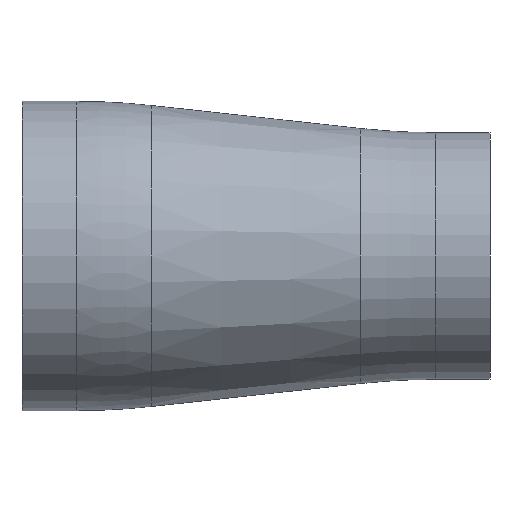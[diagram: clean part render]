
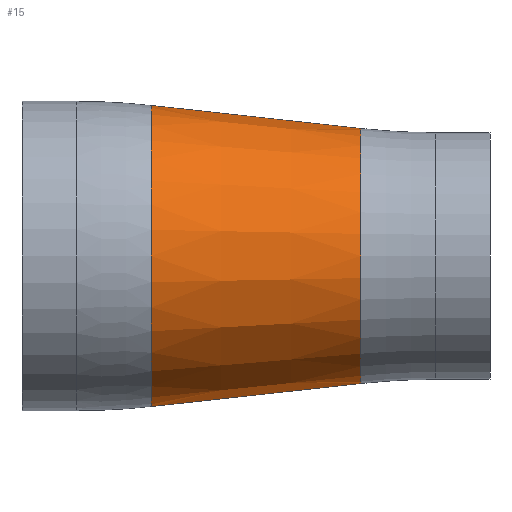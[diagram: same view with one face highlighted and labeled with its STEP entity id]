
A CAD part, front view. The second image highlights one B-rep face of the part: STEP entity #15.
In plain terms, the highlighted conical face has half-angle 6.259 degrees and reference radius 13.897 mm.
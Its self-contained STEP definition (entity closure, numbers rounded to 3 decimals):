
#1 = DIRECTION ( 'NONE',  ( -1., 0., 0. ) ) ;
#4 = DIRECTION ( 'NONE',  ( -0.994, 0., -0.109 ) ) ;
#15 = ADVANCED_FACE ( 'NONE', ( #246 ), #563, .T. ) ;
#60 = VECTOR ( 'NONE', #266, 1000. ) ;
#101 = CARTESIAN_POINT ( 'NONE',  ( 11.424, 0., 0. ) ) ;
#110 = EDGE_CURVE ( 'NONE', #277, #179, #117, .T. ) ;
#113 = ORIENTED_EDGE ( 'NONE', *, *, #433, .T. ) ;
#117 = CIRCLE ( 'NONE', #621, 16.403 ) ;
#124 = CARTESIAN_POINT ( 'NONE',  ( -11.424, 0., 16.403 ) ) ;
#168 = LINE ( 'NONE', #271, #60 ) ;
#176 = CARTESIAN_POINT ( 'NONE',  ( 11.424, 0., -13.897 ) ) ;
#179 = VERTEX_POINT ( 'NONE', #124 ) ;
#208 = VECTOR ( 'NONE', #4, 1000. ) ;
#209 = CIRCLE ( 'NONE', #344, 13.897 ) ;
#241 = CARTESIAN_POINT ( 'NONE',  ( 11.424, 0., 0. ) ) ;
#244 = VERTEX_POINT ( 'NONE', #261 ) ;
#246 = FACE_OUTER_BOUND ( 'NONE', #295, .T. ) ;
#248 = CARTESIAN_POINT ( 'NONE',  ( -11.424, 0., -16.403 ) ) ;
#260 = AXIS2_PLACEMENT_3D ( 'NONE', #101, #1, #448 ) ;
#261 = CARTESIAN_POINT ( 'NONE',  ( 11.424, 0., 13.897 ) ) ;
#266 = DIRECTION ( 'NONE',  ( -0.994, 0., 0.109 ) ) ;
#271 = CARTESIAN_POINT ( 'NONE',  ( 11.424, 0., 13.897 ) ) ;
#277 = VERTEX_POINT ( 'NONE', #248 ) ;
#278 = EDGE_CURVE ( 'NONE', #528, #277, #443, .T. ) ;
#295 = EDGE_LOOP ( 'NONE', ( #636, #580, #113, #333 ) ) ;
#320 = CARTESIAN_POINT ( 'NONE',  ( -11.424, 0., 0. ) ) ;
#333 = ORIENTED_EDGE ( 'NONE', *, *, #110, .F. ) ;
#344 = AXIS2_PLACEMENT_3D ( 'NONE', #241, #393, #543 ) ;
#393 = DIRECTION ( 'NONE',  ( -1., 0., 0. ) ) ;
#433 = EDGE_CURVE ( 'NONE', #244, #179, #168, .T. ) ;
#443 = LINE ( 'NONE', #646, #208 ) ;
#448 = DIRECTION ( 'NONE',  ( 0., 0., 1. ) ) ;
#516 = DIRECTION ( 'NONE',  ( -1., 0., 0. ) ) ;
#528 = VERTEX_POINT ( 'NONE', #176 ) ;
#543 = DIRECTION ( 'NONE',  ( 0., 0., 1. ) ) ;
#563 = CONICAL_SURFACE ( 'NONE', #260, 13.897, 0.109 ) ;
#580 = ORIENTED_EDGE ( 'NONE', *, *, #632, .T. ) ;
#611 = DIRECTION ( 'NONE',  ( 0., 0., 1. ) ) ;
#621 = AXIS2_PLACEMENT_3D ( 'NONE', #320, #516, #611 ) ;
#632 = EDGE_CURVE ( 'NONE', #528, #244, #209, .T. ) ;
#636 = ORIENTED_EDGE ( 'NONE', *, *, #278, .F. ) ;
#646 = CARTESIAN_POINT ( 'NONE',  ( 11.424, 0., -13.897 ) ) ;
